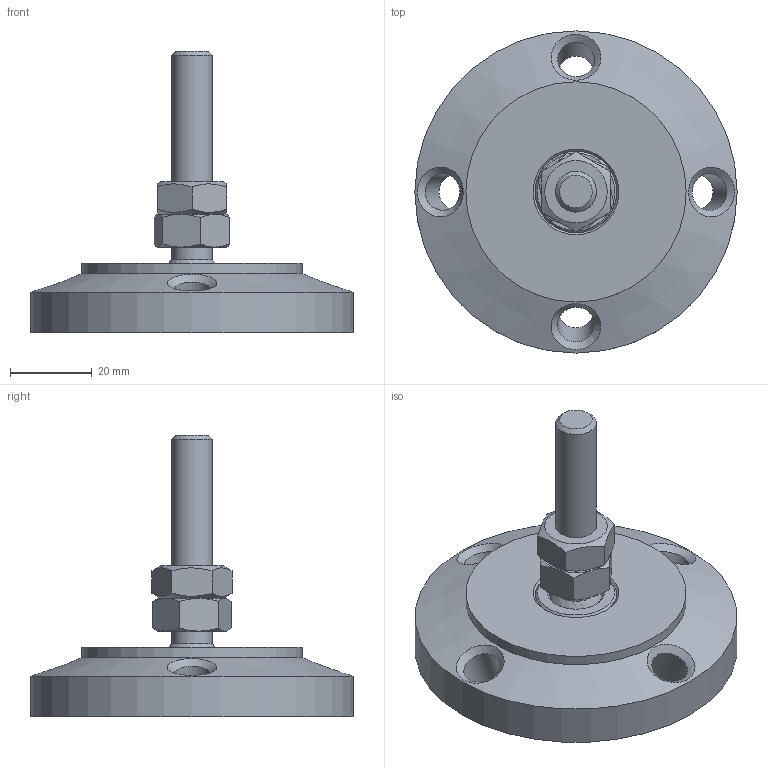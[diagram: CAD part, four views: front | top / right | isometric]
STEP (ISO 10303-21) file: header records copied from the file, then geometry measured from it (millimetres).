
FILE_DESCRIPTION((''),'2;1');
FILE_NAME('SF0427V_A.stp','2014-10-24T14:29:32',('marina kaa'),(''),'Autodesk Inventor 2012','Autodesk Inventor 2012','');
FILE_SCHEMA(('AUTOMOTIVE_DESIGN { 1 0 10303 214 1 1 1 1 }'));
Length unit declared in the file: millimetre
Products named in the file (5): SF0427V_A; ME9601441_A; ME1501000_A; ME14100630370_A; DIN 934  (Regelgewinde) - ersetzt durch DIN EN 24 032 M10
Assembly tree (4 placements, depth 2):
  SF0427V_A
    ME9601441_A
    ME1501000_A
    ME14100630370_A
    DIN 934  (Regelgewinde) - ersetzt durch DIN EN 24 032 M10
Bounding box: 79 x 79 x 69.03 mm (x, y, z)
Volume: 73860.3 mm3; surface area: 20078.9 mm2
Topology: 4 solids, 4 shells, 69 faces, 159 edges, 102 vertices
Faces by surface type: plane 25, cone 23, cylinder 15, bspline 4, sphere 2
Full cylindrical faces by diameter (mm): 8.376 x1, 9 x4, 9.9 x1, 10 x1, 12.95 x1, 20 x4, 21 x1, 54 x1, 79 x1
Entity records: 2312 total; most frequent: CARTESIAN_POINT 860, DIRECTION 268, ORIENTED_EDGE 240, AXIS2_PLACEMENT_3D 122, EDGE_CURVE 120, EDGE_LOOP 112, VERTEX_POINT 92, FACE_OUTER_BOUND 69
